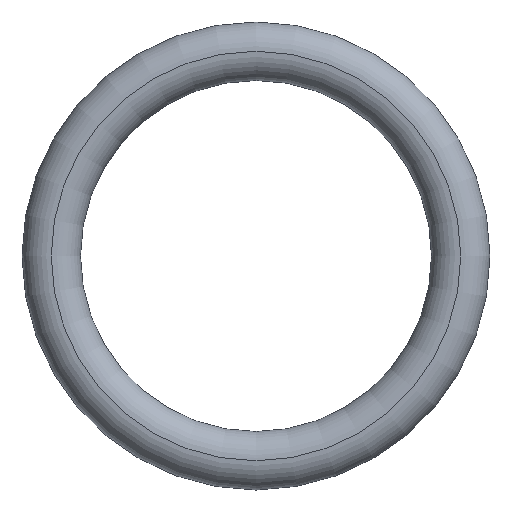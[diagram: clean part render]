
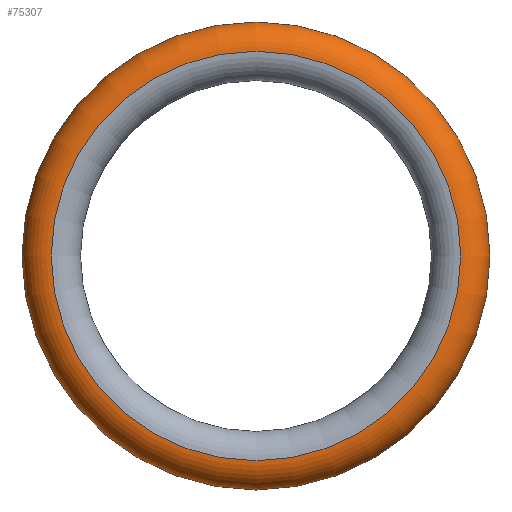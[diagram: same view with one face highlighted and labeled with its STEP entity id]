
A CAD part, left-side view. The second image highlights one B-rep face of the part: STEP entity #75307.
In plain terms, the highlighted toroidal (fillet/blend) face has major radius 7 mm and minor radius 1 mm.
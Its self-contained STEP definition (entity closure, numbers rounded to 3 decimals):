
#15749=TOROIDAL_SURFACE('',#79841,7.,1.);
#16280=FACE_BOUND('',#22459,.T.);
#18016=FACE_OUTER_BOUND('',#22458,.T.);
#22458=EDGE_LOOP('',(#47694));
#22459=EDGE_LOOP('',(#47695));
#27911=CIRCLE('',#79833,7.);
#27914=CIRCLE('',#79840,8.);
#29808=VERTEX_POINT('',#101652);
#29811=VERTEX_POINT('',#101662);
#37042=EDGE_CURVE('',#29808,#29808,#27911,.T.);
#37045=EDGE_CURVE('',#29811,#29811,#27914,.T.);
#47694=ORIENTED_EDGE('',*,*,#37042,.T.);
#47695=ORIENTED_EDGE('',*,*,#37045,.T.);
#75307=ADVANCED_FACE('',(#18016,#16280),#15749,.T.);
#79833=AXIS2_PLACEMENT_3D('',#101653,#85210,#85211);
#79840=AXIS2_PLACEMENT_3D('',#101663,#85224,#85225);
#79841=AXIS2_PLACEMENT_3D('',#101664,#85226,#85227);
#85210=DIRECTION('center_axis',(1.,0.,0.));
#85211=DIRECTION('ref_axis',(0.,0.,-1.));
#85224=DIRECTION('center_axis',(-1.,0.,0.));
#85225=DIRECTION('ref_axis',(0.,-1.,0.));
#85226=DIRECTION('center_axis',(1.,0.,0.));
#85227=DIRECTION('ref_axis',(0.,-0.087,-0.996));
#101652=CARTESIAN_POINT('',(92.8,-75.,21.3));
#101653=CARTESIAN_POINT('Origin',(92.8,-75.,14.3));
#101662=CARTESIAN_POINT('',(93.8,-67.,14.3));
#101663=CARTESIAN_POINT('Origin',(93.8,-75.,14.3));
#101664=CARTESIAN_POINT('Origin',(93.8,-75.,14.3));
